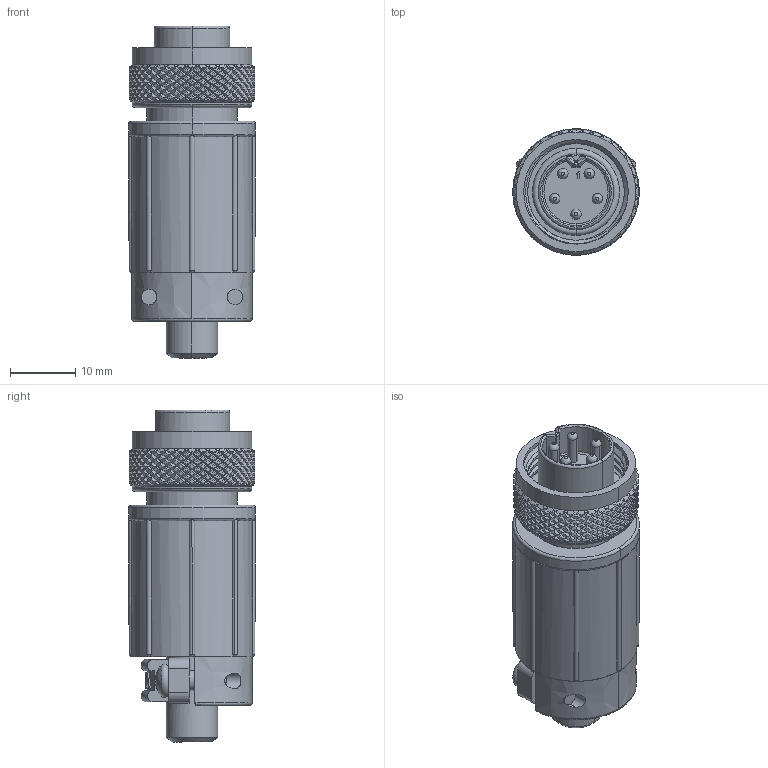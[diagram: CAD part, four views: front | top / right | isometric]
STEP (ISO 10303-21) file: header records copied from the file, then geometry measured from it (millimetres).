
FILE_DESCRIPTION (( 'STEP AP203' ), '1' );
FILE_NAME ('SF6382-5PG-520.STEP', '2015-11-18T15:38:49', ( '' ), ( '' ), 'SwSTEP 2.0', 'SolidWorks 2014', '' );
FILE_SCHEMA (( 'CONFIG_CONTROL_DESIGN' ));
Length unit declared in the file: millimetre
Products named in the file (2): SF6382-5PG-520
Bounding box: 19.38 x 19.38 x 50.8 mm (x, y, z)
Volume: 10197.8 mm3; surface area: 5452.3 mm2
Topology: 1 solids, 3 shells, 2256 faces, 4808 edges, 2576 vertices
Faces by surface type: bspline 1612, cylinder 464, plane 126, torus 24, sphere 17, cone 13
Entity records: 112335 total; most frequent: CARTESIAN_POINT 80060, ORIENTED_EDGE 9592, EDGE_CURVE 4796, DIRECTION 2992, VERTEX_POINT 2576, EDGE_LOOP 2290, FACE_OUTER_BOUND 2256, ADVANCED_FACE 2256
